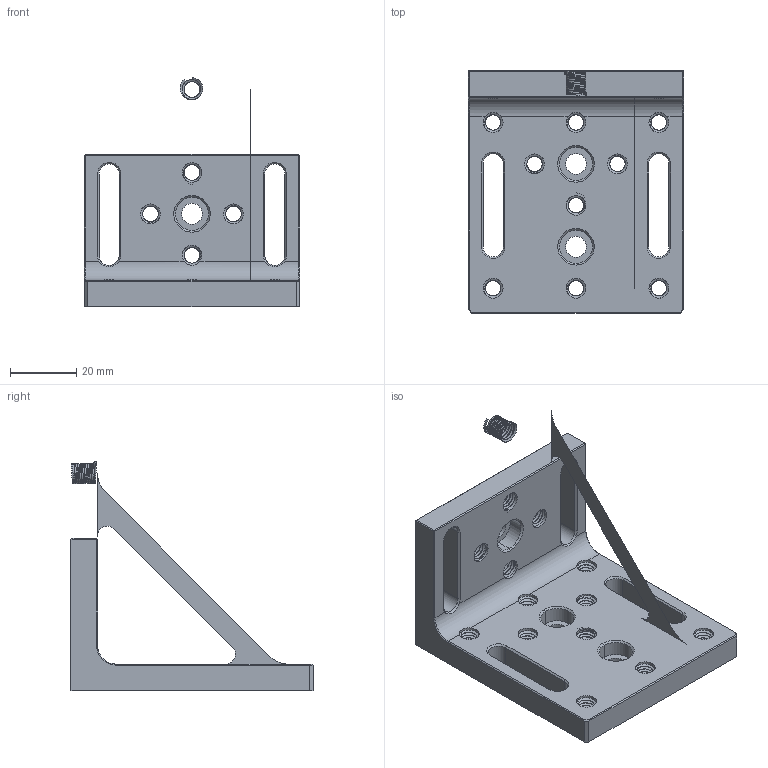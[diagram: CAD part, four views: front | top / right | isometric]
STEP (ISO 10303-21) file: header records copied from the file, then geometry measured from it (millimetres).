
FILE_DESCRIPTION((''),'2;1');
FILE_NAME('APT-90A','2023-06-28T09:26:18',('R&D'),(''),'CREO PARAMETRIC BY PTC INC, 2021063','CREO PARAMETRIC BY PTC INC, 2021063','');
FILE_SCHEMA(('CONFIG_CONTROL_DESIGN'));
Products named in the file (1): APT-90A
Bounding box: 65 x 73 x 69.2 mm (x, y, z)
Volume: 47896.5 mm3; surface area: 21931.3 mm2
Topology: 1 solids, 5 shells, 525 faces, 1392 edges, 875 vertices
Faces by surface type: cylinder 240, bspline 170, plane 59, cone 56
Entity records: 37841 total; most frequent: CARTESIAN_POINT 26441, ORIENTED_EDGE 2776, DIRECTION 1628, EDGE_CURVE 1392, VERTEX_POINT 875, B_SPLINE_CURVE_WITH_KNOTS 644, VECTOR 580, LINE 580
